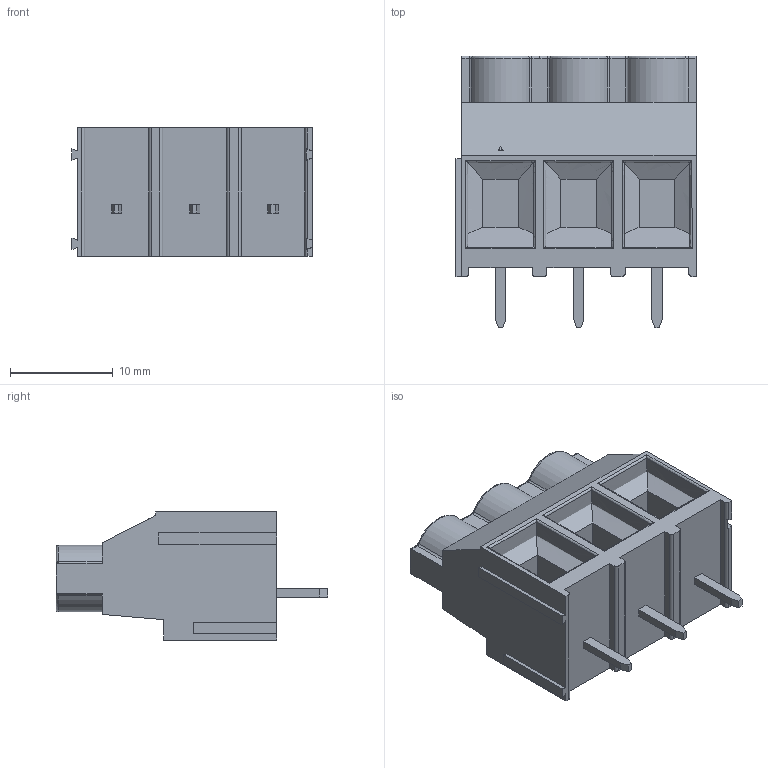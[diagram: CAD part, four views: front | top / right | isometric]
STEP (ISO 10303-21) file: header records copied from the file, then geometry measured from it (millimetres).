
FILE_DESCRIPTION (( 'STEP AP214' ), '1' );
FILE_NAME ('DG636-7.62-03P-14-00AH.STEP', '2021-01-16T22:16:45', ( '' ), ( '' ), 'SwSTEP 2.0', 'SolidWorks 2020', '' );
FILE_SCHEMA (( 'AUTOMOTIVE_DESIGN' ));
Length unit declared in the file: millimetre
Products named in the file (1): DG636-7.62-03P-14-00AH
Bounding box: 23.41 x 26.5 x 12.5 mm (x, y, z)
Volume: 3705.1 mm3; surface area: 3025.3 mm2
Topology: 1 solids, 1 shells, 519 faces, 1395 edges, 918 vertices
Faces by surface type: plane 253, bspline 184, cylinder 52, torus 30
Entity records: 29256 total; most frequent: CARTESIAN_POINT 13567, ORIENTED_EDGE 2790, DIRECTION 1815, EDGE_CURVE 1395, VERTEX_POINT 918, LINE 831, VECTOR 831, EDGE_LOOP 559
